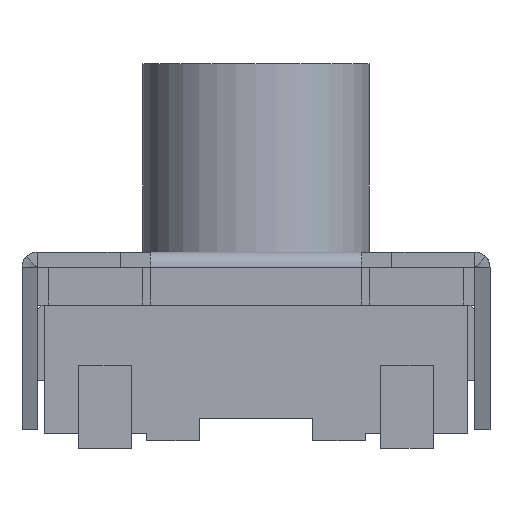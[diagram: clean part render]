
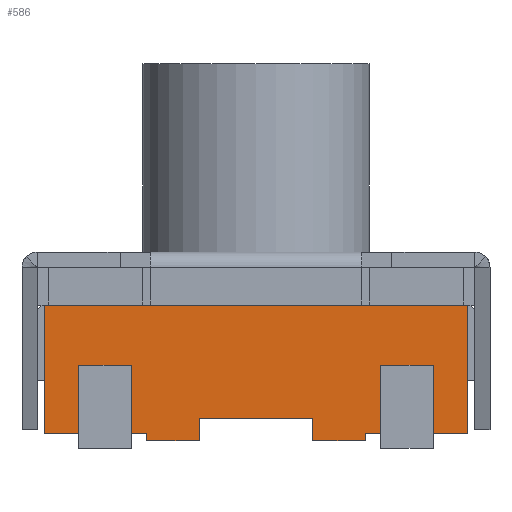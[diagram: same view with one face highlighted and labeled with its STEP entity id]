
A CAD part, left-side view. The second image highlights one B-rep face of the part: STEP entity #586.
In plain terms, the highlighted planar face has unit normal (-1, 0, 0).
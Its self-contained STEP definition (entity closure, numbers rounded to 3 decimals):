
#586 = ADVANCED_FACE( '', ( #1197, #1198, #1199 ), #1200, .F. );
#1197 = FACE_BOUND( '', #1876, .T. );
#1198 = FACE_OUTER_BOUND( '', #1877, .T. );
#1199 = FACE_BOUND( '', #1878, .T. );
#1200 = PLANE( '', #1879 );
#1876 = EDGE_LOOP( '', ( #3363, #3364, #3365, #3366 ) );
#1877 = EDGE_LOOP( '', ( #3367, #3368, #3369, #3370, #3371, #3372, #3373, #3374, #3375, #3376, #3377, #3378 ) );
#1878 = EDGE_LOOP( '', ( #3379, #3380, #3381, #3382 ) );
#1879 = AXIS2_PLACEMENT_3D( '', #3383, #3384, #3385 );
#3363 = ORIENTED_EDGE( '', *, *, #4364, .T. );
#3364 = ORIENTED_EDGE( '', *, *, #4438, .T. );
#3365 = ORIENTED_EDGE( '', *, *, #4044, .F. );
#3366 = ORIENTED_EDGE( '', *, *, #4403, .F. );
#3367 = ORIENTED_EDGE( '', *, *, #4072, .F. );
#3368 = ORIENTED_EDGE( '', *, *, #4625, .T. );
#3369 = ORIENTED_EDGE( '', *, *, #4431, .T. );
#3370 = ORIENTED_EDGE( '', *, *, #4504, .F. );
#3371 = ORIENTED_EDGE( '', *, *, #4455, .T. );
#3372 = ORIENTED_EDGE( '', *, *, #4564, .T. );
#3373 = ORIENTED_EDGE( '', *, *, #4626, .T. );
#3374 = ORIENTED_EDGE( '', *, *, #4089, .F. );
#3375 = ORIENTED_EDGE( '', *, *, #4577, .T. );
#3376 = ORIENTED_EDGE( '', *, *, #4627, .F. );
#3377 = ORIENTED_EDGE( '', *, *, #4488, .F. );
#3378 = ORIENTED_EDGE( '', *, *, #4552, .T. );
#3379 = ORIENTED_EDGE( '', *, *, #4346, .T. );
#3380 = ORIENTED_EDGE( '', *, *, #4628, .T. );
#3381 = ORIENTED_EDGE( '', *, *, #4333, .F. );
#3382 = ORIENTED_EDGE( '', *, *, #4309, .F. );
#3383 = CARTESIAN_POINT( '', ( -3.1, 2.8, 1.8 ) );
#3384 = DIRECTION( '', ( 1., 0., 0. ) );
#3385 = DIRECTION( '', ( 0., 1., 0. ) );
#4044 = EDGE_CURVE( '', #4822, #4823, #4824, .T. );
#4072 = EDGE_CURVE( '', #4872, #4874, #4875, .T. );
#4089 = EDGE_CURVE( '', #4901, #4903, #4904, .T. );
#4309 = EDGE_CURVE( '', #5269, #5265, #5271, .T. );
#4333 = EDGE_CURVE( '', #5265, #5310, #5311, .T. );
#4346 = EDGE_CURVE( '', #5269, #5326, #5328, .T. );
#4364 = EDGE_CURVE( '', #5355, #5356, #5357, .T. );
#4403 = EDGE_CURVE( '', #5355, #4822, #5412, .T. );
#4431 = EDGE_CURVE( '', #5451, #5452, #5453, .T. );
#4438 = EDGE_CURVE( '', #5356, #4823, #5460, .T. );
#4455 = EDGE_CURVE( '', #5483, #5481, #5484, .T. );
#4488 = EDGE_CURVE( '', #5530, #5532, #5533, .T. );
#4504 = EDGE_CURVE( '', #5483, #5452, #5556, .T. );
#4552 = EDGE_CURVE( '', #5530, #4874, #5619, .T. );
#4564 = EDGE_CURVE( '', #5481, #5633, #5635, .T. );
#4577 = EDGE_CURVE( '', #4901, #5649, #5651, .T. );
#4625 = EDGE_CURVE( '', #4872, #5451, #5710, .T. );
#4626 = EDGE_CURVE( '', #5633, #4903, #5711, .T. );
#4627 = EDGE_CURVE( '', #5532, #5649, #5712, .T. );
#4628 = EDGE_CURVE( '', #5326, #5310, #5713, .T. );
#4822 = VERTEX_POINT( '', #5945 );
#4823 = VERTEX_POINT( '', #5946 );
#4824 = LINE( '', #5947, #5948 );
#4872 = VERTEX_POINT( '', #6018 );
#4874 = VERTEX_POINT( '', #6021 );
#4875 = LINE( '', #6022, #6023 );
#4901 = VERTEX_POINT( '', #6061 );
#4903 = VERTEX_POINT( '', #6064 );
#4904 = LINE( '', #6065, #6066 );
#5265 = VERTEX_POINT( '', #6601 );
#5269 = VERTEX_POINT( '', #6607 );
#5271 = LINE( '', #6610, #6611 );
#5310 = VERTEX_POINT( '', #6666 );
#5311 = LINE( '', #6667, #6668 );
#5326 = VERTEX_POINT( '', #6690 );
#5328 = LINE( '', #6693, #6694 );
#5355 = VERTEX_POINT( '', #6731 );
#5356 = VERTEX_POINT( '', #6732 );
#5357 = LINE( '', #6733, #6734 );
#5412 = LINE( '', #6812, #6813 );
#5451 = VERTEX_POINT( '', #6873 );
#5452 = VERTEX_POINT( '', #6874 );
#5453 = LINE( '', #6875, #6876 );
#5460 = LINE( '', #6887, #6888 );
#5481 = VERTEX_POINT( '', #6918 );
#5483 = VERTEX_POINT( '', #6921 );
#5484 = LINE( '', #6922, #6923 );
#5530 = VERTEX_POINT( '', #6993 );
#5532 = VERTEX_POINT( '', #6996 );
#5533 = LINE( '', #6997, #6998 );
#5556 = LINE( '', #7033, #7034 );
#5619 = LINE( '', #7126, #7127 );
#5633 = VERTEX_POINT( '', #7149 );
#5635 = LINE( '', #7152, #7153 );
#5649 = VERTEX_POINT( '', #7172 );
#5651 = LINE( '', #7175, #7176 );
#5710 = LINE( '', #7260, #7261 );
#5711 = LINE( '', #7262, #7263 );
#5712 = LINE( '', #7264, #7265 );
#5713 = LINE( '', #7266, #7267 );
#5945 = CARTESIAN_POINT( '', ( -3.1, -2.35, 0.8 ) );
#5946 = CARTESIAN_POINT( '', ( -3.1, -2.35, 1. ) );
#5947 = CARTESIAN_POINT( '', ( -3.1, -2.35, 0.8 ) );
#5948 = VECTOR( '', #7482, 1000. );
#6018 = CARTESIAN_POINT( '', ( -3.1, 1.45, 0.1 ) );
#6021 = CARTESIAN_POINT( '', ( -3.1, 2.8, 0.1 ) );
#6022 = CARTESIAN_POINT( '', ( -3.1, 1.45, 0.1 ) );
#6023 = VECTOR( '', #7506, 1000. );
#6061 = CARTESIAN_POINT( '', ( -3.1, -1.45, 0.1 ) );
#6064 = CARTESIAN_POINT( '', ( -3.1, -1.45, 0. ) );
#6065 = CARTESIAN_POINT( '', ( -3.1, -1.45, 0.1 ) );
#6066 = VECTOR( '', #7523, 1000. );
#6601 = CARTESIAN_POINT( '', ( -3.1, 2.35, 1. ) );
#6607 = CARTESIAN_POINT( '', ( -3.1, 1.65, 1. ) );
#6610 = CARTESIAN_POINT( '', ( -3.1, 1.65, 1. ) );
#6611 = VECTOR( '', #7728, 1000. );
#6666 = CARTESIAN_POINT( '', ( -3.1, 2.35, 0.8 ) );
#6667 = CARTESIAN_POINT( '', ( -3.1, 2.35, 1. ) );
#6668 = VECTOR( '', #7748, 1000. );
#6690 = CARTESIAN_POINT( '', ( -3.1, 1.65, 0.8 ) );
#6693 = CARTESIAN_POINT( '', ( -3.1, 1.65, 1. ) );
#6694 = VECTOR( '', #7760, 1000. );
#6731 = CARTESIAN_POINT( '', ( -3.1, -1.65, 0.8 ) );
#6732 = CARTESIAN_POINT( '', ( -3.1, -1.65, 1. ) );
#6733 = CARTESIAN_POINT( '', ( -3.1, -1.65, 0.8 ) );
#6734 = VECTOR( '', #7777, 1000. );
#6812 = CARTESIAN_POINT( '', ( -3.1, -1.65, 0.8 ) );
#6813 = VECTOR( '', #7816, 1000. );
#6873 = CARTESIAN_POINT( '', ( -3.1, 1.45, 0. ) );
#6874 = CARTESIAN_POINT( '', ( -3.1, 0.75, 0. ) );
#6875 = CARTESIAN_POINT( '', ( -3.1, 2.8, 0. ) );
#6876 = VECTOR( '', #7838, 1000. );
#6887 = CARTESIAN_POINT( '', ( -3.1, -1.65, 1. ) );
#6888 = VECTOR( '', #7843, 1000. );
#6918 = CARTESIAN_POINT( '', ( -3.1, -0.75, 0.3 ) );
#6921 = CARTESIAN_POINT( '', ( -3.1, 0.75, 0.3 ) );
#6922 = CARTESIAN_POINT( '', ( -3.1, 0.75, 0.3 ) );
#6923 = VECTOR( '', #7857, 1000. );
#6993 = CARTESIAN_POINT( '', ( -3.1, 2.8, 1.8 ) );
#6996 = CARTESIAN_POINT( '', ( -3.1, -2.8, 1.8 ) );
#6997 = CARTESIAN_POINT( '', ( -3.1, 2.8, 1.8 ) );
#6998 = VECTOR( '', #7886, 1000. );
#7033 = CARTESIAN_POINT( '', ( -3.1, 0.75, 0.3 ) );
#7034 = VECTOR( '', #7899, 1000. );
#7126 = CARTESIAN_POINT( '', ( -3.1, 2.8, 1.8 ) );
#7127 = VECTOR( '', #7938, 1000. );
#7149 = CARTESIAN_POINT( '', ( -3.1, -0.75, 0. ) );
#7152 = CARTESIAN_POINT( '', ( -3.1, -0.75, 0.3 ) );
#7153 = VECTOR( '', #7948, 1000. );
#7172 = CARTESIAN_POINT( '', ( -3.1, -2.8, 0.1 ) );
#7175 = CARTESIAN_POINT( '', ( -3.1, -1.45, 0.1 ) );
#7176 = VECTOR( '', #7958, 1000. );
#7260 = CARTESIAN_POINT( '', ( -3.1, 1.45, 0.1 ) );
#7261 = VECTOR( '', #8002, 1000. );
#7262 = CARTESIAN_POINT( '', ( -3.1, 2.8, 0. ) );
#7263 = VECTOR( '', #8003, 1000. );
#7264 = CARTESIAN_POINT( '', ( -3.1, -2.8, 1.8 ) );
#7265 = VECTOR( '', #8004, 1000. );
#7266 = CARTESIAN_POINT( '', ( -3.1, 1.65, 0.8 ) );
#7267 = VECTOR( '', #8005, 1000. );
#7482 = DIRECTION( '', ( 0., 0., 1. ) );
#7506 = DIRECTION( '', ( 0., 1., 0. ) );
#7523 = DIRECTION( '', ( 0., 0., -1. ) );
#7728 = DIRECTION( '', ( 0., 1., 0. ) );
#7748 = DIRECTION( '', ( 0., 0., -1. ) );
#7760 = DIRECTION( '', ( 0., 0., -1. ) );
#7777 = DIRECTION( '', ( 0., 0., 1. ) );
#7816 = DIRECTION( '', ( 0., -1., 0. ) );
#7838 = DIRECTION( '', ( 0., -1., 0. ) );
#7843 = DIRECTION( '', ( 0., -1., 0. ) );
#7857 = DIRECTION( '', ( 0., -1., 0. ) );
#7886 = DIRECTION( '', ( 0., -1., 0. ) );
#7899 = DIRECTION( '', ( 0., 0., -1. ) );
#7938 = DIRECTION( '', ( 0., 0., -1. ) );
#7948 = DIRECTION( '', ( 0., 0., -1. ) );
#7958 = DIRECTION( '', ( 0., -1., 0. ) );
#8002 = DIRECTION( '', ( 0., 0., -1. ) );
#8003 = DIRECTION( '', ( 0., -1., 0. ) );
#8004 = DIRECTION( '', ( 0., 0., -1. ) );
#8005 = DIRECTION( '', ( 0., 1., 0. ) );
